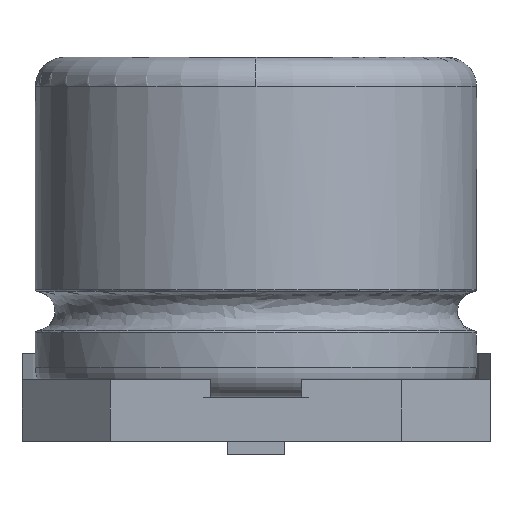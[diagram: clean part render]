
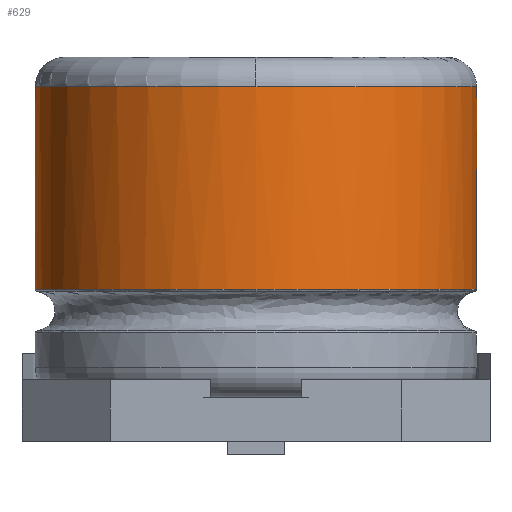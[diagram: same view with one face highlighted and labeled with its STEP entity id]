
A CAD part, left-side view. The second image highlights one B-rep face of the part: STEP entity #629.
In plain terms, the highlighted cylindrical face has radius 2.5 mm (diameter 5 mm), a full revolution.
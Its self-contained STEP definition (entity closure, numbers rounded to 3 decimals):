
#13=DIRECTION('',(0.,0.,1.));
#28=VECTOR('',#13,1.);
#34=DIRECTION('',(0.,0.,-1.));
#35=DIRECTION('',(-1.,0.,0.));
#412=VERTEX_POINT('',#413);
#413=CARTESIAN_POINT('',(-2.5,0.,1.871));
#416=ORIENTED_EDGE('',*,*,#417,.T.);
#417=EDGE_CURVE('',#412,#412,#418,.T.);
#418=( BOUNDED_CURVE() B_SPLINE_CURVE(13,(#413,#419,#420,#421,#422,#423,#424,#425,#426,#427,#428,#429,#430,#431),.UNSPECIFIED.,.T.,.F.) B_SPLINE_CURVE_WITH_KNOTS((14,14),(0.,15.708),.PIECEWISE_BEZIER_KNOTS.) CURVE() GEOMETRIC_REPRESENTATION_ITEM() RATIONAL_B_SPLINE_CURVE((1.,1.,1.,1.,1.,1.,1.,1.,1.,1.,1.,1.,1.,1.)) REPRESENTATION_ITEM('') );
#419=CARTESIAN_POINT('',(-2.5,1.191,1.871));
#420=CARTESIAN_POINT('',(-1.885,2.409,1.871));
#421=CARTESIAN_POINT('',(-0.618,3.28,1.871));
#422=CARTESIAN_POINT('',(1.125,3.414,1.871));
#423=CARTESIAN_POINT('',(2.631,2.486,1.871));
#424=CARTESIAN_POINT('',(3.735,1.13,1.871));
#425=CARTESIAN_POINT('',(3.735,-1.13,1.871));
#426=CARTESIAN_POINT('',(2.631,-2.486,1.871));
#427=CARTESIAN_POINT('',(1.125,-3.414,1.871));
#428=CARTESIAN_POINT('',(-0.618,-3.28,1.871));
#429=CARTESIAN_POINT('',(-1.885,-2.409,1.871));
#430=CARTESIAN_POINT('',(-2.5,-1.191,1.871));
#431=CARTESIAN_POINT('',(-2.5,0.,1.871));
#629=ADVANCED_FACE('',(#630),#656,.T.);
#630=FACE_BOUND('',#631,.F.);
#631=EDGE_LOOP('',(#632,#638,#645,#649,#653,#655,#416));
#632=ORIENTED_EDGE('',*,*,#633,.T.);
#633=EDGE_CURVE('',#412,#634,#636,.T.);
#634=VERTEX_POINT('',#635);
#635=CARTESIAN_POINT('',(-2.5,0.,4.167));
#636=LINE('',#637,#28);
#637=CARTESIAN_POINT('',(-2.5,0.,1.85));
#638=ORIENTED_EDGE('',*,*,#639,.F.);
#639=EDGE_CURVE('',#640,#634,#642,.T.);
#640=VERTEX_POINT('',#641);
#641=CARTESIAN_POINT('',(0.75,-2.385,4.167));
#642=CIRCLE('',#643,2.5);
#643=AXIS2_PLACEMENT_3D('',#644,#34,#35);
#644=CARTESIAN_POINT('',(0.,0.,4.167));
#645=ORIENTED_EDGE('',*,*,#646,.F.);
#646=EDGE_CURVE('',#647,#640,#642,.T.);
#647=VERTEX_POINT('',#648);
#648=CARTESIAN_POINT('',(2.5,0.,4.167));
#649=ORIENTED_EDGE('',*,*,#650,.F.);
#650=EDGE_CURVE('',#651,#647,#642,.T.);
#651=VERTEX_POINT('',#652);
#652=CARTESIAN_POINT('',(0.75,2.385,4.167));
#653=ORIENTED_EDGE('',*,*,#654,.F.);
#654=EDGE_CURVE('',#634,#651,#642,.T.);
#655=ORIENTED_EDGE('',*,*,#633,.F.);
#656=CYLINDRICAL_SURFACE('',#657,2.5);
#657=AXIS2_PLACEMENT_3D('',#658,#13,#35);
#658=CARTESIAN_POINT('',(0.,0.,1.85));
